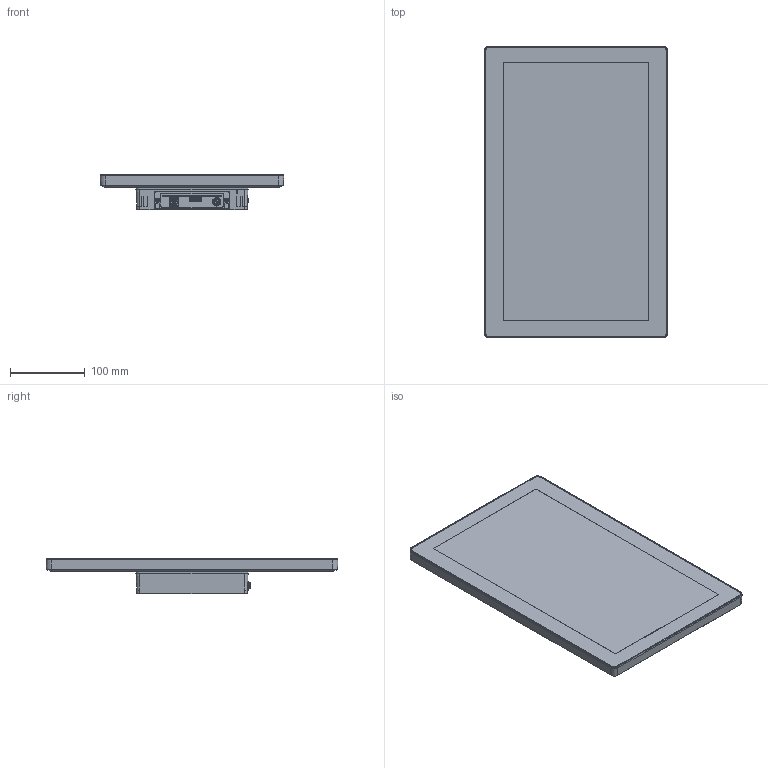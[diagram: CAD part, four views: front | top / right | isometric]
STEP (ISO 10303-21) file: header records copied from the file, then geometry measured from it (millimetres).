
FILE_DESCRIPTION(/* description */ (''),/* implementation_level */ '2;1');
FILE_NAME(/* name */ '',/* time_stamp */ '2022-09-15T10:59:32+09:00',/* author */ (''),/* organization */ (''),/* preprocessor_version */ 'ST-DEVELOPER v18.1',/* originating_system */ 'Autodesk Inventor 2020',/* authorisation */ '');
FILE_SCHEMA (('AUTOMOTIVE_DESIGN { 1 0 10303 214 3 1 1 }'));
Products named in the file (1): HP_TMG(H)-156FH01-01
Bounding box: 245.2 x 390 x 48 mm (x, y, z)
Volume: 712151.4 mm3; surface area: 581566.5 mm2
Topology: 1 solids, 130 shells, 9826 faces, 26819 edges, 17371 vertices
Faces by surface type: plane 7881, cylinder 1359, cone 333, bspline 151, torus 80, sphere 22
Full cylindrical faces by diameter (mm): 2 x1, 2.6 x8, 3 x9, 3.242 x8, 3.5 x8, 3.6 x8, 4 x6, 4.6 x4, 5.5 x7, 5.7 x1, 6.3 x5, 6.5 x1, 6.6 x1, 7.6 x8, 7.94 x1, 8 x12, 8.1 x1, 8.3 x1, 10 x1, 11 x1
Entity records: 311783 total; most frequent: CARTESIAN_POINT 60490, ORIENTED_EDGE 53670, DIRECTION 49819, EDGE_CURVE 26835, LINE 22237, VECTOR 22237, VERTEX_POINT 17379, AXIS2_PLACEMENT_3D 13791
